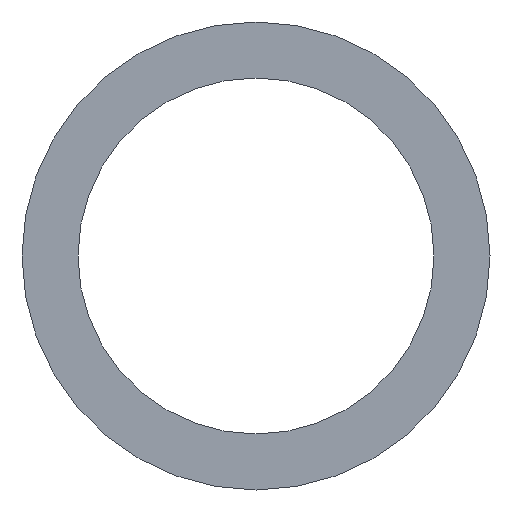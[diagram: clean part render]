
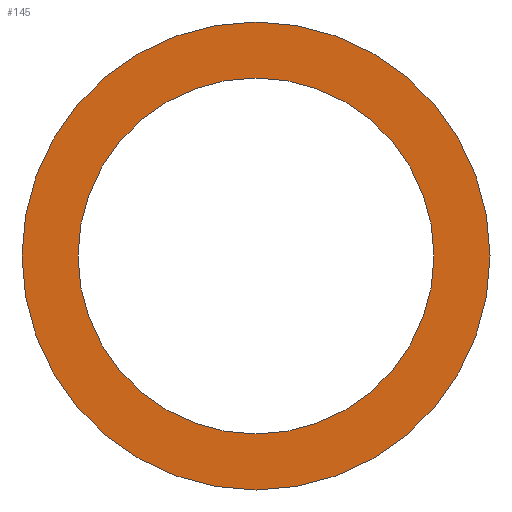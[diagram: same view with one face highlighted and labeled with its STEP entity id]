
A CAD part, front view. The second image highlights one B-rep face of the part: STEP entity #145.
In plain terms, the highlighted planar face has unit normal (0, -1, 0).
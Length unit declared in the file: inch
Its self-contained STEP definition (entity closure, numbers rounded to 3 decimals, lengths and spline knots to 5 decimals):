
#2 = DIRECTION ( 'NONE',  ( 0., 1., 0. ) ) ;
#7 = CARTESIAN_POINT ( 'NONE',  ( 0., 0., 0. ) ) ;
#10 = CIRCLE ( 'NONE', #188, 0.2465 ) ;
#12 = AXIS2_PLACEMENT_3D ( 'NONE', #155, #187, #228 ) ;
#20 = DIRECTION ( 'NONE',  ( 0., 1., 0. ) ) ;
#28 = EDGE_CURVE ( 'NONE', #111, #77, #81, .T. ) ;
#33 = CARTESIAN_POINT ( 'NONE',  ( 0., 0., 0.1875 ) ) ;
#38 = DIRECTION ( 'NONE',  ( 0., 1., 0. ) ) ;
#52 = AXIS2_PLACEMENT_3D ( 'NONE', #7, #20, #125 ) ;
#62 = DIRECTION ( 'NONE',  ( 0., 1., 0. ) ) ;
#70 = EDGE_CURVE ( 'NONE', #77, #111, #10, .T. ) ;
#77 = VERTEX_POINT ( 'NONE', #158 ) ;
#81 = CIRCLE ( 'NONE', #234, 0.2465 ) ;
#84 = AXIS2_PLACEMENT_3D ( 'NONE', #189, #62, #170 ) ;
#90 = ORIENTED_EDGE ( 'NONE', *, *, #70, .F. ) ;
#91 = ORIENTED_EDGE ( 'NONE', *, *, #93, .T. ) ;
#93 = EDGE_CURVE ( 'NONE', #94, #215, #134, .T. ) ;
#94 = VERTEX_POINT ( 'NONE', #207 ) ;
#95 = CIRCLE ( 'NONE', #52, 0.1875 ) ;
#103 = CARTESIAN_POINT ( 'NONE',  ( 0., 0., 0.2465 ) ) ;
#111 = VERTEX_POINT ( 'NONE', #103 ) ;
#122 = DIRECTION ( 'NONE',  ( 0., 0., 1. ) ) ;
#125 = DIRECTION ( 'NONE',  ( 0., 0., 1. ) ) ;
#133 = EDGE_LOOP ( 'NONE', ( #90, #179 ) ) ;
#134 = CIRCLE ( 'NONE', #84, 0.1875 ) ;
#140 = CARTESIAN_POINT ( 'NONE',  ( 0., 0., 0. ) ) ;
#145 = ADVANCED_FACE ( 'NONE', ( #165, #203 ), #205, .F. ) ;
#149 = ORIENTED_EDGE ( 'NONE', *, *, #206, .T. ) ;
#152 = DIRECTION ( 'NONE',  ( 0., 0., 1. ) ) ;
#155 = CARTESIAN_POINT ( 'NONE',  ( 0., 0., 0. ) ) ;
#156 = CARTESIAN_POINT ( 'NONE',  ( 0., 0., 0. ) ) ;
#158 = CARTESIAN_POINT ( 'NONE',  ( 0., 0., -0.2465 ) ) ;
#165 = FACE_OUTER_BOUND ( 'NONE', #133, .T. ) ;
#170 = DIRECTION ( 'NONE',  ( 0., 0., 1. ) ) ;
#179 = ORIENTED_EDGE ( 'NONE', *, *, #28, .F. ) ;
#187 = DIRECTION ( 'NONE',  ( 0., 1., 0. ) ) ;
#188 = AXIS2_PLACEMENT_3D ( 'NONE', #140, #2, #122 ) ;
#189 = CARTESIAN_POINT ( 'NONE',  ( 0., 0., 0. ) ) ;
#203 = FACE_BOUND ( 'NONE', #223, .T. ) ;
#205 = PLANE ( 'NONE',  #12 ) ;
#206 = EDGE_CURVE ( 'NONE', #215, #94, #95, .T. ) ;
#207 = CARTESIAN_POINT ( 'NONE',  ( 0., 0., -0.1875 ) ) ;
#215 = VERTEX_POINT ( 'NONE', #33 ) ;
#223 = EDGE_LOOP ( 'NONE', ( #91, #149 ) ) ;
#228 = DIRECTION ( 'NONE',  ( 0., 0., 1. ) ) ;
#234 = AXIS2_PLACEMENT_3D ( 'NONE', #156, #38, #152 ) ;
